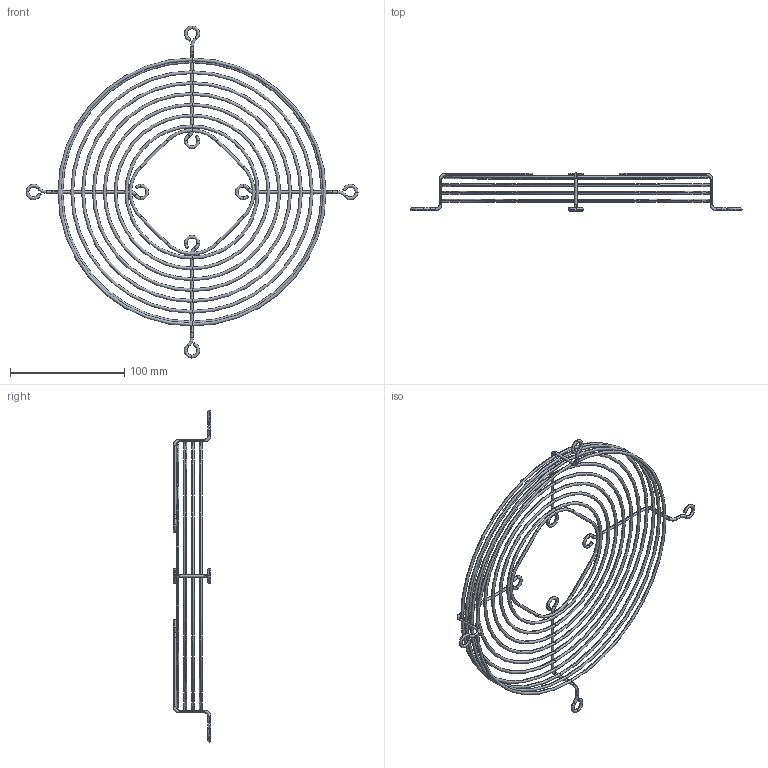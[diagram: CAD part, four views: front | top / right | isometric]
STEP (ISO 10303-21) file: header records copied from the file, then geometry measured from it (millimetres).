
FILE_DESCRIPTION (( 'STEP AP203' ), '1' );
FILE_NAME ('119-3624.STEP', '2024-12-03T15:10:07', ( '' ), ( '' ), 'SwSTEP 2.0', 'SolidWorks 2022', '' );
FILE_SCHEMA (( 'CONFIG_CONTROL_DESIGN' ));
Length unit declared in the file: millimetre
Products named in the file (1): 119-3624
Bounding box: 291 x 33 x 291 mm (x, y, z)
Surface area: 54883.9 mm2 (no closed solid volume)
Topology: 0 solids, 15 shells, 162 faces, 348 edges, 194 vertices
Faces by surface type: torus 122, cylinder 32, plane 8
Entity records: 4535 total; most frequent: DIRECTION 990, CARTESIAN_POINT 705, ORIENTED_EDGE 696, AXIS2_PLACEMENT_3D 479, EDGE_CURVE 348, CIRCLE 316, VERTEX_POINT 194, EDGE_LOOP 162
